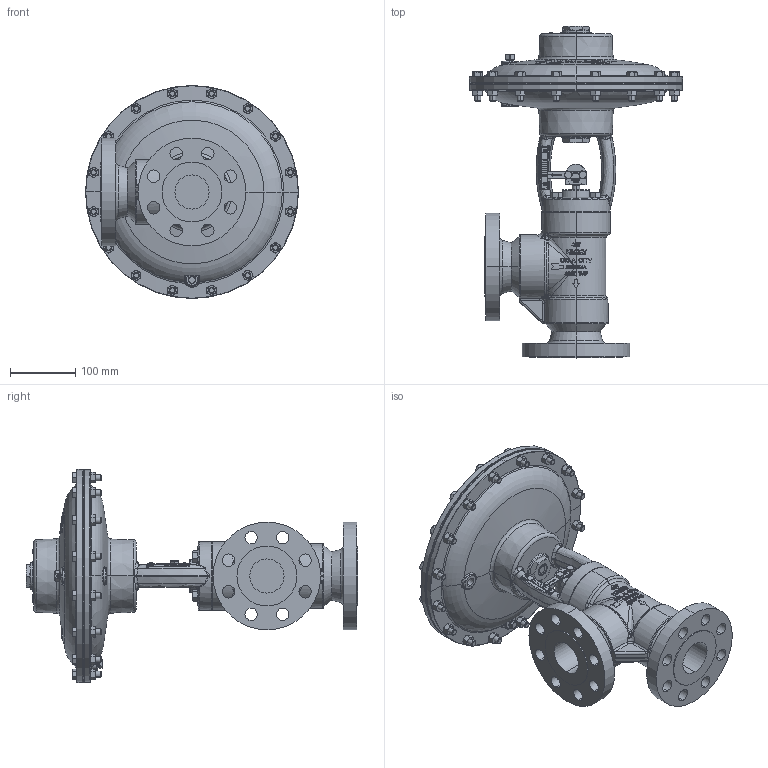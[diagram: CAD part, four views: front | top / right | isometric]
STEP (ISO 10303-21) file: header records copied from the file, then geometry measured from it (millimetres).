
FILE_DESCRIPTION (( 'STEP AP203' ), '1' );
FILE_NAME ('2 INCH HPMV 300RF FMA (EDT).STEP', '2014-12-30T16:04:32', ( 'PCTech' ), ( 'Microsoft' ), 'SwSTEP 2.0', 'SolidWorks 2015', '' );
FILE_SCHEMA (( 'CONFIG_CONTROL_DESIGN' ));
Length unit declared in the file: inch
Products named in the file (1): 2 INCH HPMV 300RF FMA (EDT)
Bounding box: 327.02 x 509.56 x 327.02 mm (x, y, z)
Volume: 7273576.3 mm3; surface area: 934761.1 mm2
Topology: 70 solids, 72 shells, 3710 faces, 9191 edges, 5811 vertices
Faces by surface type: plane 1715, bspline 738, cone 560, cylinder 444, torus 187, sphere 66
Entity records: 160857 total; most frequent: CARTESIAN_POINT 79538, ORIENTED_EDGE 18304, DIRECTION 14549, EDGE_CURVE 9152, VERTEX_POINT 5808, AXIS2_PLACEMENT_3D 5262, LINE 4025, VECTOR 4025
